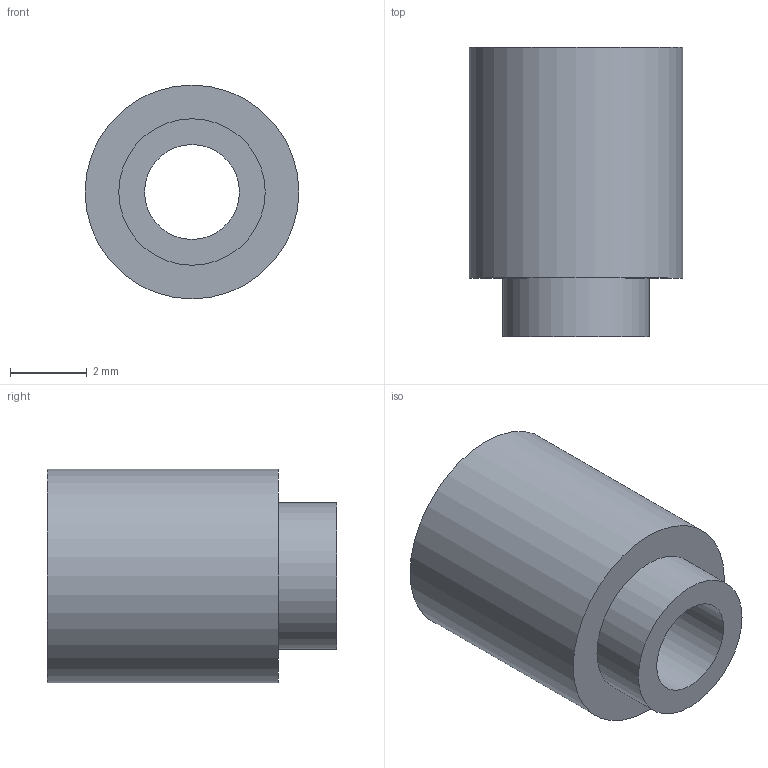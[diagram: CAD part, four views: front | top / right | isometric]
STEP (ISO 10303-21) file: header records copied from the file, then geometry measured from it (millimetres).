
FILE_DESCRIPTION(/* description */ (''),/* implementation_level */ '2;1');
FILE_NAME(/* name */ 'Keystone24884.stp',/* time_stamp */ '2019-04-28T16:31:26-07:00',/* author */ ('Lars Larsen'),/* organization */ (''),/* preprocessor_version */ 'ST-DEVELOPER v17',/* originating_system */ 'Autodesk Inventor 2019',/* authorisation */ '');
FILE_SCHEMA (('CONFIG_CONTROL_DESIGN'));
Length unit declared in the file: inch
Products named in the file (1): Keystone24884
Bounding box: 5.56 x 7.52 x 5.56 mm (x, y, z)
Volume: 127.2 mm3; surface area: 220.3 mm2
Topology: 1 solids, 1 shells, 6 faces, 10 edges, 7 vertices
Faces by surface type: cylinder 3, plane 3
Full cylindrical faces by diameter (mm): 2.464 x1, 3.81 x1, 5.56 x1
Entity records: 194 total; most frequent: DIRECTION 31, CARTESIAN_POINT 24, ORIENTED_EDGE 20, AXIS2_PLACEMENT_3D 14, EDGE_CURVE 10, EDGE_LOOP 9, CIRCLE 7, VERTEX_POINT 7
